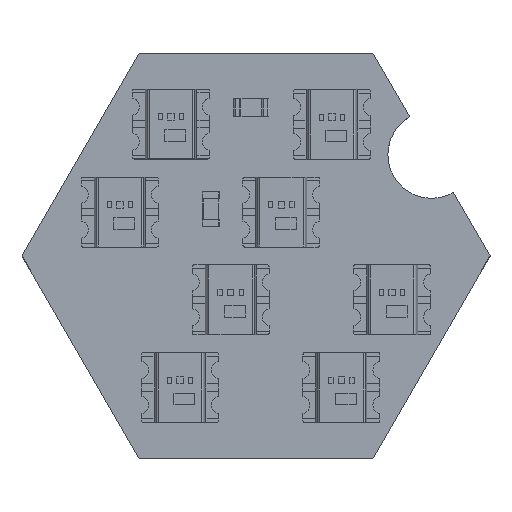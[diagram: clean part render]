
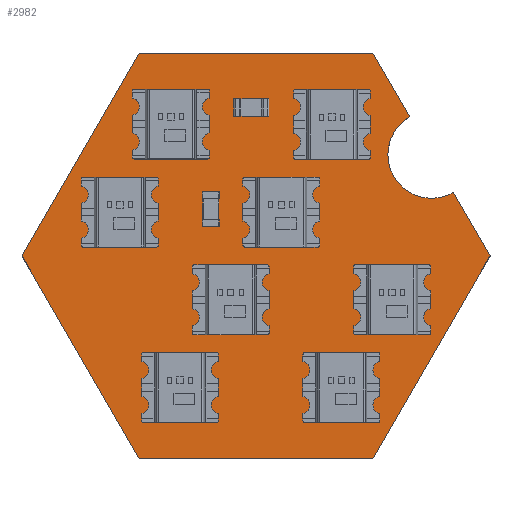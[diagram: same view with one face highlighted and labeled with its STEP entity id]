
A CAD part, top view. The second image highlights one B-rep face of the part: STEP entity #2982.
In plain terms, the highlighted planar face has unit normal (0, 0, 1).
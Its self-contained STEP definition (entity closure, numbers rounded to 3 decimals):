
#207=PLANE('',#3195);
#335=FACE_OUTER_BOUND('',#493,.T.);
#493=EDGE_LOOP('',(#2150,#2151,#2152,#2153,#2154,#2155,#2156,#2157));
#648=CIRCLE('',#3185,1.25);
#714=LINE('',#4320,#1068);
#717=LINE('',#4326,#1071);
#720=LINE('',#4332,#1074);
#723=LINE('',#4338,#1077);
#726=LINE('',#4344,#1080);
#729=LINE('',#4350,#1083);
#731=LINE('',#4353,#1085);
#1068=VECTOR('',#3454,1.);
#1071=VECTOR('',#3459,1.);
#1074=VECTOR('',#3464,1.);
#1077=VECTOR('',#3469,1.);
#1080=VECTOR('',#3474,1.);
#1083=VECTOR('',#3479,1.);
#1085=VECTOR('',#3483,1.);
#1419=VERTEX_POINT('',#4308);
#1420=VERTEX_POINT('',#4310);
#1423=VERTEX_POINT('',#4318);
#1425=VERTEX_POINT('',#4324);
#1427=VERTEX_POINT('',#4330);
#1429=VERTEX_POINT('',#4336);
#1431=VERTEX_POINT('',#4342);
#1433=VERTEX_POINT('',#4348);
#1695=EDGE_CURVE('',#1419,#1420,#648,.T.);
#1700=EDGE_CURVE('',#1419,#1423,#714,.T.);
#1703=EDGE_CURVE('',#1423,#1425,#717,.T.);
#1706=EDGE_CURVE('',#1425,#1427,#720,.T.);
#1709=EDGE_CURVE('',#1427,#1429,#723,.T.);
#1712=EDGE_CURVE('',#1429,#1431,#726,.T.);
#1715=EDGE_CURVE('',#1431,#1433,#729,.T.);
#1717=EDGE_CURVE('',#1433,#1420,#731,.T.);
#2150=ORIENTED_EDGE('',*,*,#1695,.F.);
#2151=ORIENTED_EDGE('',*,*,#1700,.T.);
#2152=ORIENTED_EDGE('',*,*,#1703,.T.);
#2153=ORIENTED_EDGE('',*,*,#1706,.T.);
#2154=ORIENTED_EDGE('',*,*,#1709,.T.);
#2155=ORIENTED_EDGE('',*,*,#1712,.T.);
#2156=ORIENTED_EDGE('',*,*,#1715,.T.);
#2157=ORIENTED_EDGE('',*,*,#1717,.T.);
#2982=ADVANCED_FACE('',(#335),#207,.F.);
#3185=AXIS2_PLACEMENT_3D('',#4311,#3445,#3446);
#3195=AXIS2_PLACEMENT_3D('',#4355,#3486,#3487);
#3445=DIRECTION('center_axis',(0.,0.,1.));
#3446=DIRECTION('ref_axis',(1.,0.,0.));
#3454=DIRECTION('',(-0.5,0.866,0.));
#3459=DIRECTION('',(-1.,0.,0.));
#3464=DIRECTION('',(-0.5,-0.866,0.));
#3469=DIRECTION('',(0.5,-0.866,0.));
#3474=DIRECTION('',(1.,0.,0.));
#3479=DIRECTION('',(0.5,0.866,0.));
#3483=DIRECTION('',(-0.5,0.866,0.));
#3486=DIRECTION('center_axis',(0.,0.,-1.));
#3487=DIRECTION('ref_axis',(-1.,0.,0.));
#4308=CARTESIAN_POINT('',(4.497,4.238,-0.89));
#4310=CARTESIAN_POINT('',(5.747,2.073,-0.89));
#4311=CARTESIAN_POINT('Origin',(5.122,3.156,-0.89));
#4318=CARTESIAN_POINT('',(3.448,6.056,-0.89));
#4320=CARTESIAN_POINT('',(4.497,4.238,-0.89));
#4324=CARTESIAN_POINT('',(-3.249,6.056,-0.89));
#4326=CARTESIAN_POINT('',(3.448,6.056,-0.89));
#4330=CARTESIAN_POINT('',(-6.598,0.256,-0.89));
#4332=CARTESIAN_POINT('',(-3.249,6.056,-0.89));
#4336=CARTESIAN_POINT('',(-3.249,-5.544,-0.89));
#4338=CARTESIAN_POINT('',(-6.598,0.256,-0.89));
#4342=CARTESIAN_POINT('',(3.448,-5.544,-0.89));
#4344=CARTESIAN_POINT('',(-3.249,-5.544,-0.89));
#4348=CARTESIAN_POINT('',(6.797,0.256,-0.89));
#4350=CARTESIAN_POINT('',(3.448,-5.544,-0.89));
#4353=CARTESIAN_POINT('',(6.797,0.256,-0.89));
#4355=CARTESIAN_POINT('Origin',(0.194,0.311,-0.89));
